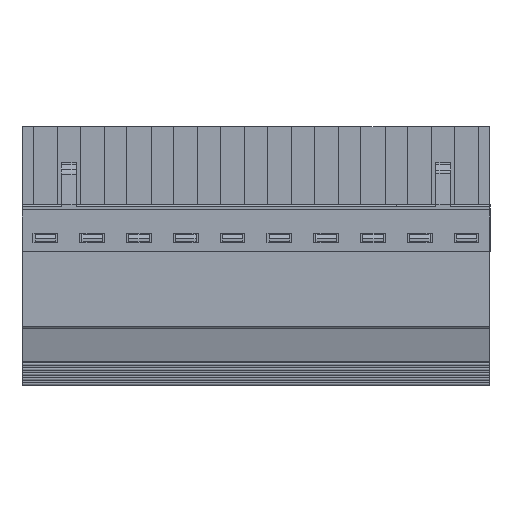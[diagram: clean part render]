
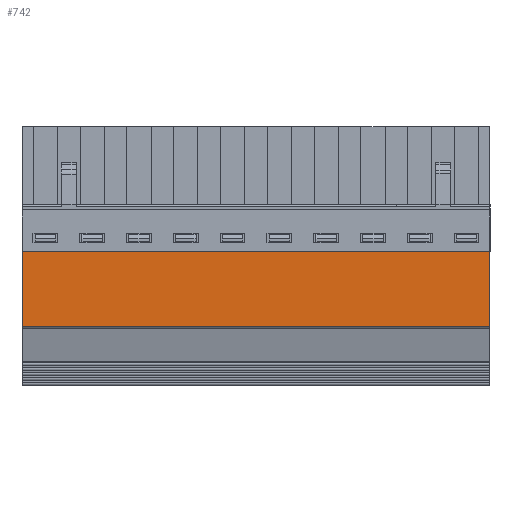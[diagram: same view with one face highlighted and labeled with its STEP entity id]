
A CAD part, front view. The second image highlights one B-rep face of the part: STEP entity #742.
In plain terms, the highlighted planar face has unit normal (0, -1, 0).
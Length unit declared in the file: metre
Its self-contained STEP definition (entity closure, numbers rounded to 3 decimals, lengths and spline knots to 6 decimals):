
#742=ADVANCED_FACE('',(#2075),#2076,.T.);
#2075=FACE_OUTER_BOUND('',#4137,.T.);
#2076=PLANE('',#4138);
#4137=EDGE_LOOP('',(#6398,#6399,#6400,#6401,#6402,#6403,#6404,#6405,#6406,#6407));
#4138=AXIS2_PLACEMENT_3D('',#6408,#6409,#6410);
#6398=ORIENTED_EDGE('',*,*,#11682,.T.);
#6399=ORIENTED_EDGE('',*,*,#11706,.T.);
#6400=ORIENTED_EDGE('',*,*,#11707,.F.);
#6401=ORIENTED_EDGE('',*,*,#11708,.T.);
#6402=ORIENTED_EDGE('',*,*,#11709,.T.);
#6403=ORIENTED_EDGE('',*,*,#11710,.T.);
#6404=ORIENTED_EDGE('',*,*,#11711,.F.);
#6405=ORIENTED_EDGE('',*,*,#11591,.F.);
#6406=ORIENTED_EDGE('',*,*,#11586,.T.);
#6407=ORIENTED_EDGE('',*,*,#11712,.T.);
#6408=CARTESIAN_POINT('',(0.00305,-0.035437,-0.075199));
#6409=DIRECTION('',(0.,-1.0,0.));
#6410=DIRECTION('',(0.,0.,1.0));
#11586=EDGE_CURVE('',#13736,#13734,#13737,.T.);
#11591=EDGE_CURVE('',#13736,#13743,#13744,.T.);
#11682=EDGE_CURVE('',#13884,#13882,#13885,.T.);
#11706=EDGE_CURVE('',#13882,#13921,#13922,.T.);
#11707=EDGE_CURVE('',#13923,#13921,#13924,.T.);
#11708=EDGE_CURVE('',#13923,#13925,#13926,.T.);
#11709=EDGE_CURVE('',#13925,#13927,#13928,.T.);
#11710=EDGE_CURVE('',#13927,#13929,#13930,.T.);
#11711=EDGE_CURVE('',#13743,#13929,#13931,.T.);
#11712=EDGE_CURVE('',#13734,#13884,#13932,.T.);
#13734=VERTEX_POINT('',#16885);
#13736=VERTEX_POINT('',#16888);
#13737=LINE('',#16889,#16890);
#13743=VERTEX_POINT('',#16899);
#13744=LINE('',#16900,#16901);
#13882=VERTEX_POINT('',#17086);
#13884=VERTEX_POINT('',#17089);
#13885=LINE('',#17090,#17091);
#13921=VERTEX_POINT('',#17128);
#13922=LINE('',#17129,#17130);
#13923=VERTEX_POINT('',#17131);
#13924=LINE('',#17132,#17133);
#13925=VERTEX_POINT('',#17134);
#13926=LINE('',#17135,#17136);
#13927=VERTEX_POINT('',#17137);
#13928=LINE('',#17138,#17139);
#13929=VERTEX_POINT('',#17140);
#13930=LINE('',#17141,#17142);
#13931=LINE('',#17143,#17144);
#13932=LINE('',#17145,#17146);
#16885=CARTESIAN_POINT('',(0.00305,-0.035437,-0.064424));
#16888=CARTESIAN_POINT('',(0.003054,-0.035437,-0.064424));
#16889=CARTESIAN_POINT('',(0.00305,-0.035437,-0.064424));
#16890=VECTOR('',#21362,1.0);
#16899=CARTESIAN_POINT('',(0.003054,-0.035437,-0.067526));
#16900=CARTESIAN_POINT('',(0.003054,-0.035437,-0.075199));
#16901=VECTOR('',#21366,1.0);
#17086=CARTESIAN_POINT('',(0.053052,-0.035437,-0.076626));
#17089=CARTESIAN_POINT('',(0.00305,-0.035437,-0.076626));
#17090=CARTESIAN_POINT('',(0.067814,-0.035437,-0.076626));
#17091=VECTOR('',#21475,1.0);
#17128=CARTESIAN_POINT('',(0.053052,-0.035437,-0.067526));
#17129=CARTESIAN_POINT('',(0.053052,-0.035437,-0.075199));
#17130=VECTOR('',#21513,1.0);
#17131=CARTESIAN_POINT('',(0.051947,-0.035437,-0.067526));
#17132=CARTESIAN_POINT('',(-0.02695,-0.035437,-0.067526));
#17133=VECTOR('',#21514,1.0);
#17134=CARTESIAN_POINT('',(0.051947,-0.035437,-0.068613));
#17135=CARTESIAN_POINT('',(0.051947,-0.035437,-0.075199));
#17136=VECTOR('',#21515,1.0);
#17137=CARTESIAN_POINT('',(0.004153,-0.035437,-0.068613));
#17138=CARTESIAN_POINT('',(0.00305,-0.035437,-0.068613));
#17139=VECTOR('',#21516,1.0);
#17140=CARTESIAN_POINT('',(0.004153,-0.035437,-0.067526));
#17141=CARTESIAN_POINT('',(0.004153,-0.035437,-0.075199));
#17142=VECTOR('',#21517,1.0);
#17143=CARTESIAN_POINT('',(0.00305,-0.035437,-0.067526));
#17144=VECTOR('',#21518,1.0);
#17145=CARTESIAN_POINT('',(0.00305,-0.035437,-0.075199));
#17146=VECTOR('',#21519,1.0);
#21362=DIRECTION('',(-1.0,0.,0.));
#21366=DIRECTION('',(0.,0.,-1.0));
#21475=DIRECTION('',(1.0,0.,0.));
#21513=DIRECTION('',(0.,0.,1.0));
#21514=DIRECTION('',(1.0,0.,0.));
#21515=DIRECTION('',(0.,0.,-1.0));
#21516=DIRECTION('',(-1.0,0.,0.));
#21517=DIRECTION('',(0.,0.,1.0));
#21518=DIRECTION('',(1.0,0.,0.));
#21519=DIRECTION('',(0.,0.,-1.0));
